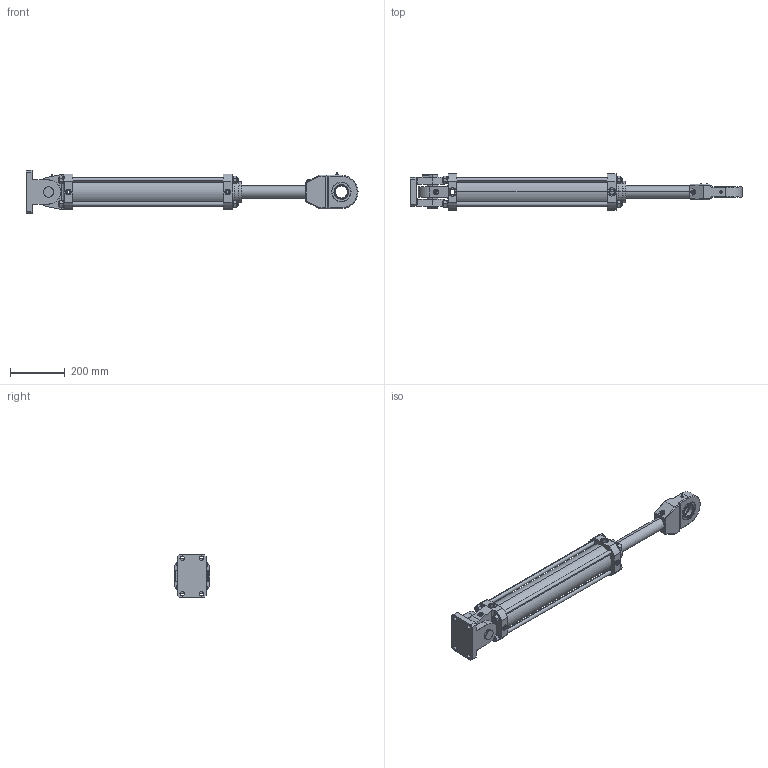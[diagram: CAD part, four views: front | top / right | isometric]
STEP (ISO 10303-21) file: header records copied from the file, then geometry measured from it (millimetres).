
FILE_DESCRIPTION (( 'STEP AP214' ), '1' );
FILE_NAME ('7800-0010_revC.STEP', '2019-08-23T17:59:24', ( '' ), ( '' ), 'SwSTEP 2.0', 'SolidWorks 2019', '' );
FILE_SCHEMA (( 'AUTOMOTIVE_DESIGN' ));
Length unit declared in the file: inch
Products named in the file (1): 7800-0010_revC
Bounding box: 1217.63 x 131.98 x 158.75 mm (x, y, z)
Surface area: 712403.3 mm2 (no closed solid volume)
Topology: 0 solids, 88 shells, 714 faces, 2301 edges, 1638 vertices
Faces by surface type: plane 304, cylinder 201, cone 120, torus 57, bspline 24, sphere 8
Entity records: 40816 total; most frequent: CARTESIAN_POINT 12368, DIRECTION 3862, ORIENTED_EDGE 3505, EDGE_CURVE 2291, VERTEX_POINT 1638, AXIS2_PLACEMENT_3D 1457, LINE 948, VECTOR 948
